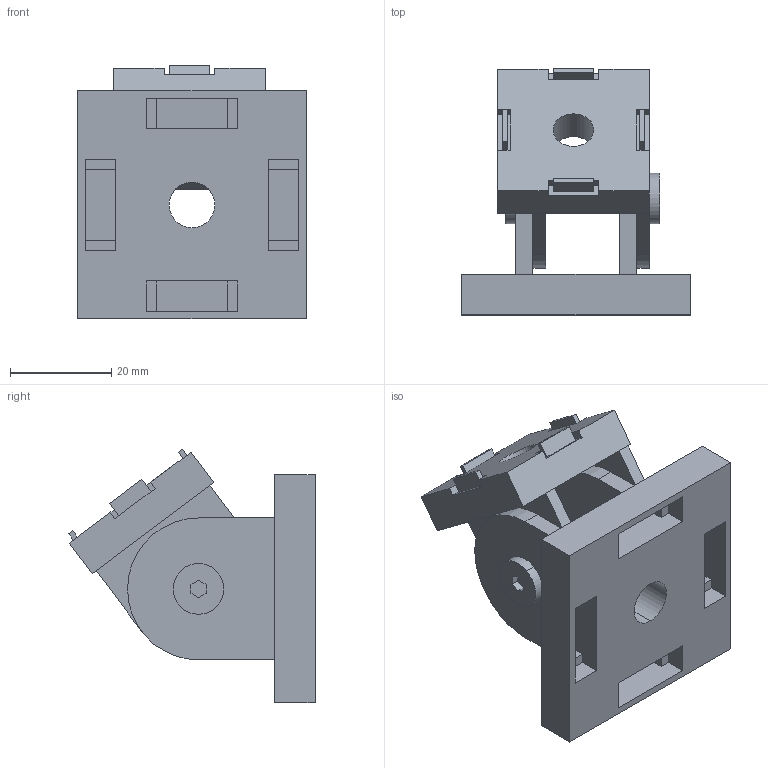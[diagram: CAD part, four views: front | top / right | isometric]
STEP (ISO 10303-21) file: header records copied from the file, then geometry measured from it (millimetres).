
FILE_DESCRIPTION (( 'STEP AP214' ), '1' );
FILE_NAME ('B862 Øàðíèðíûé ñîåäèíèòåëü 30õ45.STEP', '2025-07-21T09:33:11', ( '' ), ( '' ), 'SwSTEP 2.0', 'SolidWorks 2025', '' );
FILE_SCHEMA (( 'AUTOMOTIVE_DESIGN' ));
Length unit declared in the file: millimetre
Products named in the file (4): B862 Шарнирный соединитель 30х45; Винт_00; Квадратная опора_00; Соединитель_00
Assembly tree (4 placements, depth 2):
  B862 Шарнирный соединитель 30х45
    Квадратная опора_00
    Соединитель_00
    Винт_00  x2
Bounding box: 45 x 48.58 x 50.11 mm (x, y, z)
Volume: 28243.2 mm3; surface area: 16830.9 mm2
Topology: 4 solids, 4 shells, 143 faces, 360 edges, 240 vertices
Faces by surface type: plane 119, cylinder 24
Entity records: 4050 total; most frequent: CARTESIAN_POINT 686, ORIENTED_EDGE 660, DIRECTION 642, EDGE_CURVE 330, LINE 290, VECTOR 290, VERTEX_POINT 220, AXIS2_PLACEMENT_3D 176
